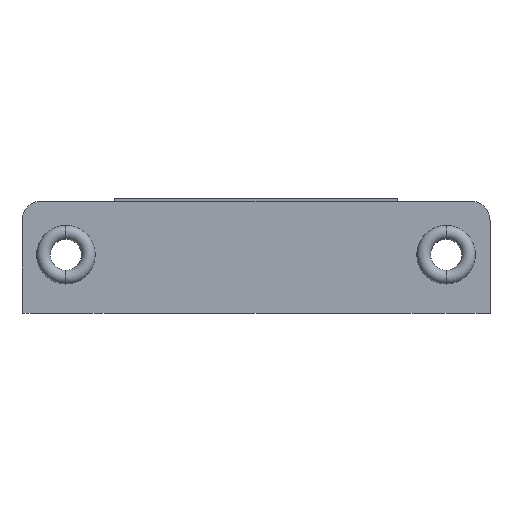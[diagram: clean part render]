
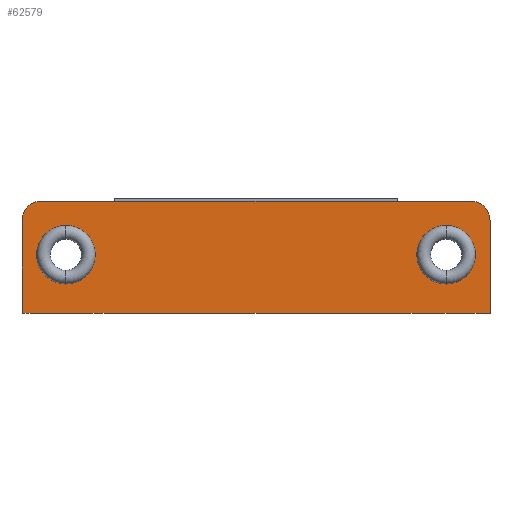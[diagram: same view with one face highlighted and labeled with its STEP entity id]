
A CAD part, front view. The second image highlights one B-rep face of the part: STEP entity #62579.
In plain terms, the highlighted planar face has unit normal (0, -1, 0).
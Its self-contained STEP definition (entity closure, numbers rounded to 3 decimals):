
#4767=DIRECTION('',(-1.,0.,0.));
#4768=VECTOR('',#4767,44.);
#4769=CARTESIAN_POINT('',(22.,-0.713,5.463));
#4770=LINE('',#4769,#4768);
#4775=CARTESIAN_POINT('',(22.,-0.713,3.457));
#4776=DIRECTION('',(0.,-1.,0.));
#4777=DIRECTION('',(1.,0.,0.));
#4778=AXIS2_PLACEMENT_3D('',#4775,#4776,#4777);
#4805=DIRECTION('',(0.,0.,1.));
#4806=VECTOR('',#4805,9.507);
#4807=CARTESIAN_POINT('',(24.007,-0.713,-6.05));
#4808=LINE('',#4807,#4806);
#4911=DIRECTION('',(0.,0.,1.));
#4912=VECTOR('',#4911,9.507);
#4913=CARTESIAN_POINT('',(-24.007,-0.713,-6.05));
#4914=LINE('',#4913,#4912);
#5250=DIRECTION('',(-1.,0.,0.));
#5251=VECTOR('',#5250,48.013);
#5252=CARTESIAN_POINT('',(24.007,-0.713,-6.05));
#5253=LINE('',#5252,#5251);
#5254=CARTESIAN_POINT('',(-19.5,-0.713,-0.044));
#5255=DIRECTION('',(0.,-1.,0.));
#5256=DIRECTION('',(0.,0.,-1.));
#5257=AXIS2_PLACEMENT_3D('',#5254,#5255,#5256);
#5259=CARTESIAN_POINT('',(-19.5,-0.713,-0.044));
#5260=DIRECTION('',(0.,-1.,0.));
#5261=DIRECTION('',(0.,0.,1.));
#5262=AXIS2_PLACEMENT_3D('',#5259,#5260,#5261);
#5264=CARTESIAN_POINT('',(19.5,-0.713,-0.044));
#5265=DIRECTION('',(0.,-1.,0.));
#5266=DIRECTION('',(0.,0.,-1.));
#5267=AXIS2_PLACEMENT_3D('',#5264,#5265,#5266);
#5269=CARTESIAN_POINT('',(19.5,-0.713,-0.044));
#5270=DIRECTION('',(0.,-1.,0.));
#5271=DIRECTION('',(0.,0.,1.));
#5272=AXIS2_PLACEMENT_3D('',#5269,#5270,#5271);
#5287=CARTESIAN_POINT('',(-22.,-0.713,3.457));
#5288=DIRECTION('',(0.,-1.,0.));
#5289=DIRECTION('',(0.,0.,1.));
#5290=AXIS2_PLACEMENT_3D('',#5287,#5288,#5289);
#57597=CARTESIAN_POINT('',(24.007,-0.713,-6.05));
#57598=CARTESIAN_POINT('',(-24.007,-0.713,-6.05));
#57599=VERTEX_POINT('',#57597);
#57600=VERTEX_POINT('',#57598);
#57645=CARTESIAN_POINT('',(-24.007,-0.713,3.457));
#57647=VERTEX_POINT('',#57645);
#57651=CARTESIAN_POINT('',(-22.,-0.713,5.463));
#57652=VERTEX_POINT('',#57651);
#57654=CARTESIAN_POINT('',(24.007,-0.713,3.457));
#57656=VERTEX_POINT('',#57654);
#57657=CARTESIAN_POINT('',(22.,-0.713,5.463));
#57658=VERTEX_POINT('',#57657);
#57737=CARTESIAN_POINT('',(-19.5,-0.713,-3.05));
#57738=CARTESIAN_POINT('',(-19.5,-0.713,2.963));
#57739=VERTEX_POINT('',#57737);
#57740=VERTEX_POINT('',#57738);
#57757=CARTESIAN_POINT('',(19.5,-0.713,-3.05));
#57758=CARTESIAN_POINT('',(19.5,-0.713,2.963));
#57759=VERTEX_POINT('',#57757);
#57760=VERTEX_POINT('',#57758);
#62554=CARTESIAN_POINT('',(24.,-0.713,-6.044));
#62555=DIRECTION('',(0.,-1.,0.));
#62556=DIRECTION('',(0.,0.,1.));
#62557=AXIS2_PLACEMENT_3D('',#62554,#62555,#62556);
#62558=PLANE('',#62557);
#62560=ORIENTED_EDGE('',*,*,#62559,.F.);
#62561=ORIENTED_EDGE('',*,*,#61981,.F.);
#62562=ORIENTED_EDGE('',*,*,#61997,.F.);
#62563=ORIENTED_EDGE('',*,*,#62017,.F.);
#62564=ORIENTED_EDGE('',*,*,#62085,.T.);
#62565=ORIENTED_EDGE('',*,*,#62140,.T.);
#62566=EDGE_LOOP('',(#62560,#62561,#62562,#62563,#62564,#62565));
#62567=FACE_OUTER_BOUND('',#62566,.F.);
#62569=ORIENTED_EDGE('',*,*,#62568,.T.);
#62570=ORIENTED_EDGE('',*,*,#62542,.T.);
#62571=EDGE_LOOP('',(#62569,#62570));
#62572=FACE_BOUND('',#62571,.F.);
#62574=ORIENTED_EDGE('',*,*,#62573,.T.);
#62576=ORIENTED_EDGE('',*,*,#62575,.T.);
#62577=EDGE_LOOP('',(#62574,#62576));
#62578=FACE_BOUND('',#62577,.F.);
#62579=ADVANCED_FACE('',(#62567,#62572,#62578),#62558,.T.);
#4779=CIRCLE('',#4778,2.007);
#5258=CIRCLE('',#5257,3.006);
#5263=CIRCLE('',#5262,3.006);
#5268=CIRCLE('',#5267,3.006);
#5273=CIRCLE('',#5272,3.006);
#5291=CIRCLE('',#5290,2.007);
#61981=EDGE_CURVE('',#57658,#57652,#4770,.T.);
#61997=EDGE_CURVE('',#57656,#57658,#4779,.T.);
#62017=EDGE_CURVE('',#57599,#57656,#4808,.T.);
#62085=EDGE_CURVE('',#57599,#57600,#5253,.T.);
#62140=EDGE_CURVE('',#57600,#57647,#4914,.T.);
#62542=EDGE_CURVE('',#57740,#57739,#5263,.T.);
#62559=EDGE_CURVE('',#57652,#57647,#5291,.T.);
#62568=EDGE_CURVE('',#57739,#57740,#5258,.T.);
#62573=EDGE_CURVE('',#57759,#57760,#5268,.T.);
#62575=EDGE_CURVE('',#57760,#57759,#5273,.T.);
